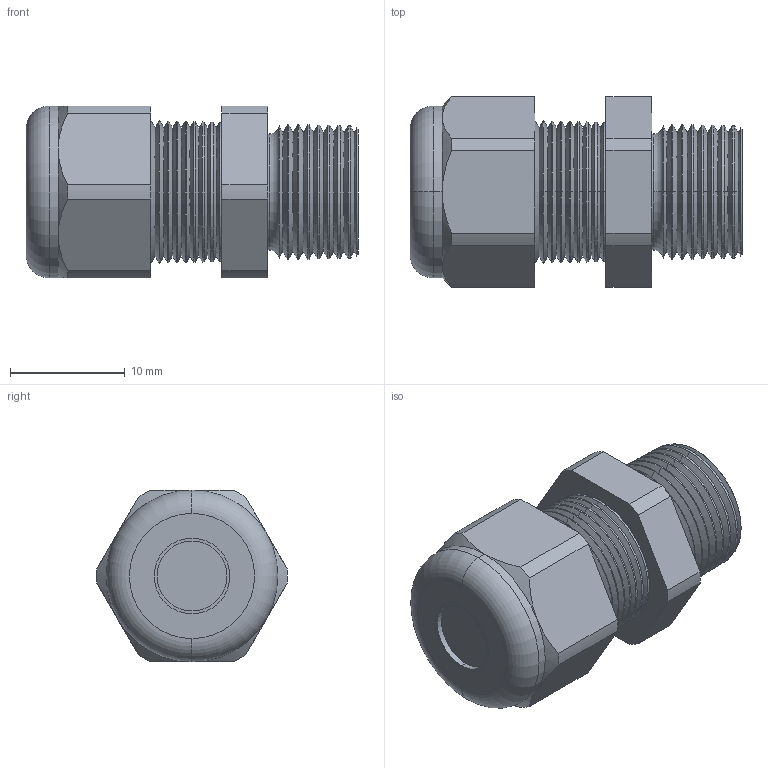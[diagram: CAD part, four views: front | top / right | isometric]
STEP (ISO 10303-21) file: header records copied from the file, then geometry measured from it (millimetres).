
FILE_DESCRIPTION (( 'STEP AP203' ), '1' );
FILE_NAME ('CD07AP-BK.STEP', '2008-10-18T06:04:25', ( 'BSI00' ), ( '' ), 'SwSTEP 2.0', 'SolidWorks 2007', '' );
FILE_SCHEMA (( 'CONFIG_CONTROL_DESIGN' ));
Length unit declared in the file: inch
Products named in the file (1): CD07AP-BK
Bounding box: 28.96 x 16.63 x 14.99 mm (x, y, z)
Volume: 3221.2 mm3; surface area: 2885.4 mm2
Topology: 2 solids, 2 shells, 150 faces, 318 edges, 176 vertices
Faces by surface type: cone 104, cylinder 20, plane 20, torus 6
Entity records: 4081 total; most frequent: DIRECTION 766, CARTESIAN_POINT 713, ORIENTED_EDGE 636, EDGE_CURVE 318, AXIS2_PLACEMENT_3D 309, VERTEX_POINT 176, CIRCLE 158, EDGE_LOOP 156
